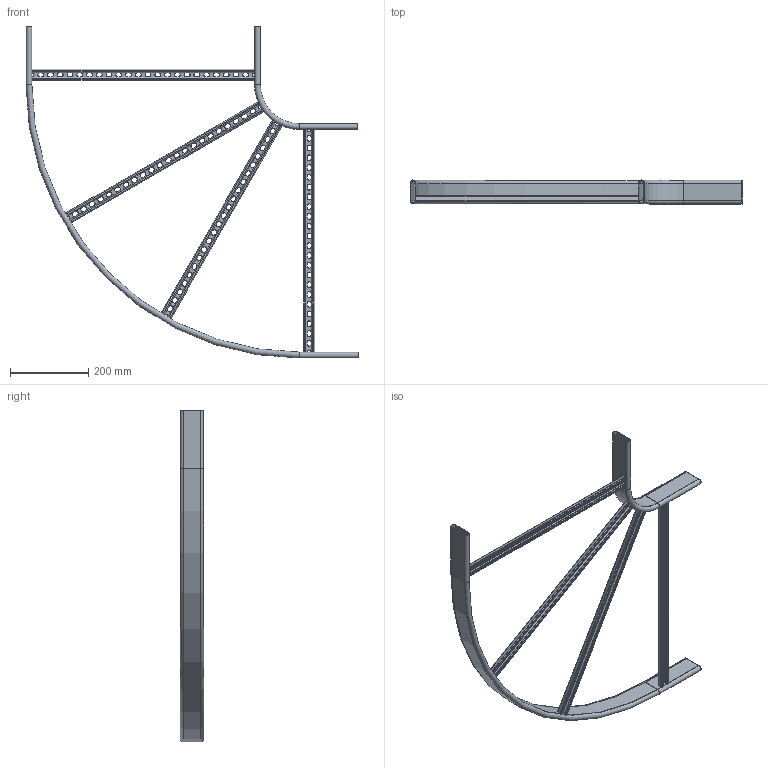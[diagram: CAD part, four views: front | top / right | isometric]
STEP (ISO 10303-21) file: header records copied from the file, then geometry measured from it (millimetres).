
FILE_DESCRIPTION (( 'STEP AP203' ), '1' );
FILE_NAME ('11-02-2984.STEP', '2013-05-14T09:48:16', ( 'asennus' ), ( '' ), 'SwSTEP 2.0', 'SolidWorks 2013', '' );
FILE_SCHEMA (( 'CONFIG_CONTROL_DESIGN' ));
Length unit declared in the file: millimetre
Products named in the file (1): 11-02-2984
Bounding box: 850 x 60 x 850 mm (x, y, z)
Volume: 387304.1 mm3; surface area: 784021.9 mm2
Topology: 6 solids, 6 shells, 644 faces, 1672 edges, 1040 vertices
Faces by surface type: plane 372, cylinder 264, torus 8
Entity records: 19919 total; most frequent: DIRECTION 3490, CARTESIAN_POINT 3357, ORIENTED_EDGE 3344, EDGE_CURVE 1672, AXIS2_PLACEMENT_3D 1173, VECTOR 1144, LINE 1144, VERTEX_POINT 1040
